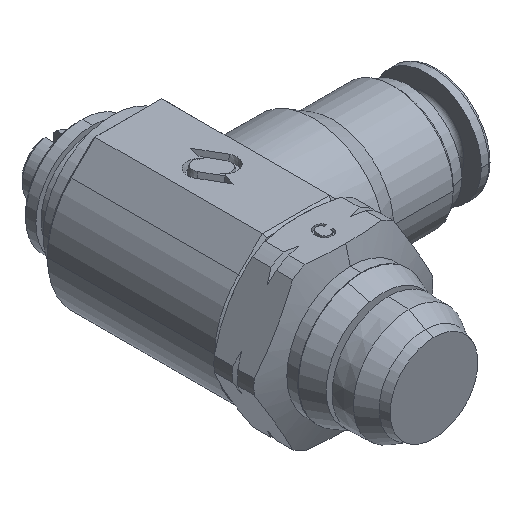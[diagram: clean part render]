
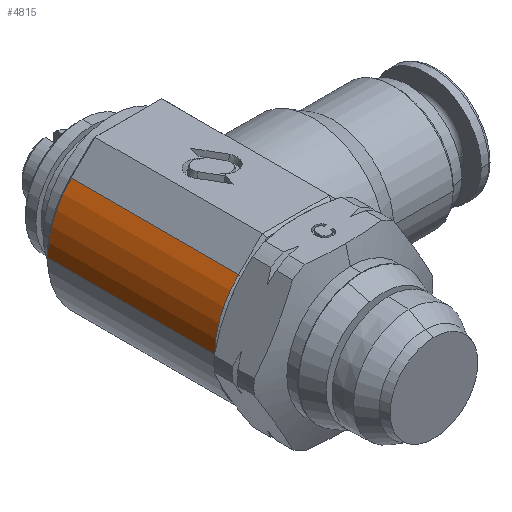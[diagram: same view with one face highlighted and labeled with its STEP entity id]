
A CAD part, isometric view. The second image highlights one B-rep face of the part: STEP entity #4815.
In plain terms, the highlighted cylindrical face has radius 7 mm (diameter 14 mm), a partial arc.
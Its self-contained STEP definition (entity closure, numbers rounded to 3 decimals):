
#677 = LINE ( 'NONE', #5880, #680 ) ;
#680 = VECTOR ( 'NONE', #5878, 1000. ) ;
#984 = EDGE_CURVE ( 'NONE', #7038, #7015, #677, .T. ) ;
#1530 = DIRECTION ( 'NONE',  ( 0., 1., 0. ) ) ;
#1534 = CARTESIAN_POINT ( 'NONE',  ( 0., 10.75, 0. ) ) ;
#1542 = DIRECTION ( 'NONE',  ( -1., 0., 0.003 ) ) ;
#1994 = LINE ( 'NONE', #7819, #2004 ) ;
#2001 = CIRCLE ( 'NONE', #2542, 7. ) ;
#2003 = CIRCLE ( 'NONE', #2543, 7. ) ;
#2004 = VECTOR ( 'NONE', #7811, 1000. ) ;
#2089 = VERTEX_POINT ( 'NONE', #5692 ) ;
#2095 = VERTEX_POINT ( 'NONE', #5686 ) ;
#2452 = AXIS2_PLACEMENT_3D ( 'NONE', #1534, #1530, #1542 ) ;
#2542 = AXIS2_PLACEMENT_3D ( 'NONE', #7820, #7821, #7822 ) ;
#2543 = AXIS2_PLACEMENT_3D ( 'NONE', #7823, #7824, #7825 ) ;
#4040 = FACE_OUTER_BOUND ( 'NONE', #4603, .T. ) ;
#4047 = CYLINDRICAL_SURFACE ( 'NONE', #2452, 7. ) ;
#4603 = EDGE_LOOP ( 'NONE', ( #6909, #6910, #6911, #6912 ) ) ;
#4815 = ADVANCED_FACE ( 'NONE', ( #4040 ), #4047, .T. ) ;
#5052 = CARTESIAN_POINT ( 'NONE',  ( -7., 26.5, 0.022 ) ) ;
#5075 = CARTESIAN_POINT ( 'NONE',  ( -7., 12., 0.022 ) ) ;
#5686 = CARTESIAN_POINT ( 'NONE',  ( -4.934, 12., 4.965 ) ) ;
#5692 = CARTESIAN_POINT ( 'NONE',  ( -4.934, 26.5, 4.965 ) ) ;
#5878 = DIRECTION ( 'NONE',  ( 0., 1., 0. ) ) ;
#5880 = CARTESIAN_POINT ( 'NONE',  ( -7., 10.75, 0.022 ) ) ;
#6909 = ORIENTED_EDGE ( 'NONE', *, *, #984, .F. ) ;
#6910 = ORIENTED_EDGE ( 'NONE', *, *, #8442, .T. ) ;
#6911 = ORIENTED_EDGE ( 'NONE', *, *, #8443, .T. ) ;
#6912 = ORIENTED_EDGE ( 'NONE', *, *, #8444, .T. ) ;
#7015 = VERTEX_POINT ( 'NONE', #5052 ) ;
#7038 = VERTEX_POINT ( 'NONE', #5075 ) ;
#7811 = DIRECTION ( 'NONE',  ( 0., 1., 0. ) ) ;
#7819 = CARTESIAN_POINT ( 'NONE',  ( -4.934, 10.75, 4.965 ) ) ;
#7820 = CARTESIAN_POINT ( 'NONE',  ( 0., 12., 0. ) ) ;
#7821 = DIRECTION ( 'NONE',  ( 0., 1., 0. ) ) ;
#7822 = DIRECTION ( 'NONE',  ( 1., 0., -0.003 ) ) ;
#7823 = CARTESIAN_POINT ( 'NONE',  ( 0., 26.5, 0. ) ) ;
#7824 = DIRECTION ( 'NONE',  ( 0., -1., 0. ) ) ;
#7825 = DIRECTION ( 'NONE',  ( -1., 0., 0.003 ) ) ;
#8442 = EDGE_CURVE ( 'NONE', #7038, #2095, #2001, .T. ) ;
#8443 = EDGE_CURVE ( 'NONE', #2095, #2089, #1994, .T. ) ;
#8444 = EDGE_CURVE ( 'NONE', #2089, #7015, #2003, .T. ) ;
